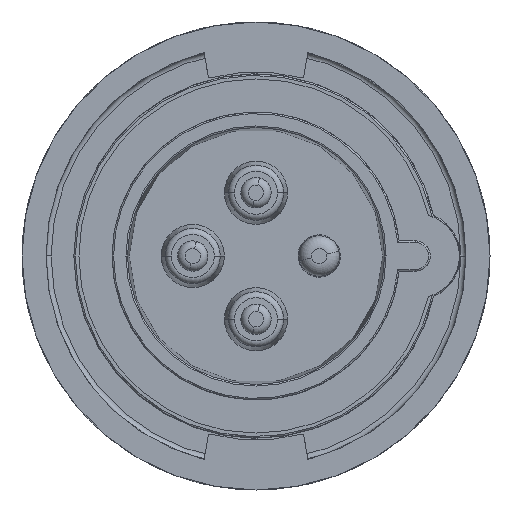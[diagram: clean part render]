
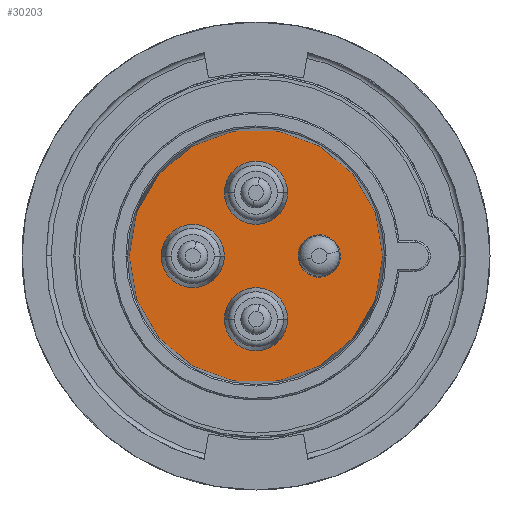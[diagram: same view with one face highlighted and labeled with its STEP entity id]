
A CAD part, front view. The second image highlights one B-rep face of the part: STEP entity #30203.
In plain terms, the highlighted planar face has unit normal (0, -1, 0).
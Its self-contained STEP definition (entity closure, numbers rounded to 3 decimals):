
#67 = DIRECTION ( 'NONE',  ( 0., -1., 0. ) ) ;
#741 = DIRECTION ( 'NONE',  ( 0., -1., 0. ) ) ;
#1610 = DIRECTION ( 'NONE',  ( -1., 0., 0. ) ) ;
#1615 = DIRECTION ( 'NONE',  ( 0., -1., 0. ) ) ;
#1959 = ORIENTED_EDGE ( 'NONE', *, *, #36296, .F. ) ;
#2044 = CIRCLE ( 'NONE', #9914, 6.25 ) ;
#2274 = CIRCLE ( 'NONE', #22329, 6.25 ) ;
#2284 = CARTESIAN_POINT ( 'NONE',  ( -18.75, -3., 0. ) ) ;
#2728 = AXIS2_PLACEMENT_3D ( 'NONE', #7627, #1615, #1610 ) ;
#2784 = DIRECTION ( 'NONE',  ( 0., 1., 0. ) ) ;
#2803 = FACE_BOUND ( 'NONE', #11272, .T. ) ;
#3055 = DIRECTION ( 'NONE',  ( 0., -1., 0. ) ) ;
#3351 = AXIS2_PLACEMENT_3D ( 'NONE', #23253, #2784, #23370 ) ;
#3742 = CARTESIAN_POINT ( 'NONE',  ( 6.25, -3., 12.5 ) ) ;
#5852 = EDGE_CURVE ( 'NONE', #36447, #15478, #36842, .T. ) ;
#6098 = CARTESIAN_POINT ( 'NONE',  ( -25.05, -3., 0. ) ) ;
#7339 = ORIENTED_EDGE ( 'NONE', *, *, #7578, .F. ) ;
#7578 = EDGE_CURVE ( 'NONE', #15478, #36447, #28040, .T. ) ;
#7627 = CARTESIAN_POINT ( 'NONE',  ( 0., -3., 12.5 ) ) ;
#7740 = ORIENTED_EDGE ( 'NONE', *, *, #37870, .F. ) ;
#8078 = CARTESIAN_POINT ( 'NONE',  ( 6.25, -3., -12.5 ) ) ;
#8548 = EDGE_LOOP ( 'NONE', ( #20110, #33801 ) ) ;
#9098 = AXIS2_PLACEMENT_3D ( 'NONE', #17670, #67, #20649 ) ;
#9721 = FACE_BOUND ( 'NONE', #20697, .T. ) ;
#9914 = AXIS2_PLACEMENT_3D ( 'NONE', #32737, #15176, #35717 ) ;
#10071 = EDGE_LOOP ( 'NONE', ( #34638, #1959 ) ) ;
#10200 = DIRECTION ( 'NONE',  ( 0., -1., 0. ) ) ;
#11204 = EDGE_LOOP ( 'NONE', ( #12834, #7339 ) ) ;
#11272 = EDGE_LOOP ( 'NONE', ( #15473, #7740 ) ) ;
#11540 = FACE_BOUND ( 'NONE', #11204, .T. ) ;
#11836 = CARTESIAN_POINT ( 'NONE',  ( -12.5, -3., 0. ) ) ;
#12075 = DIRECTION ( 'NONE',  ( 0., 1., 0. ) ) ;
#12290 = VERTEX_POINT ( 'NONE', #8078 ) ;
#12834 = ORIENTED_EDGE ( 'NONE', *, *, #5852, .F. ) ;
#13567 = EDGE_CURVE ( 'NONE', #35590, #36014, #35952, .T. ) ;
#13785 = CIRCLE ( 'NONE', #14056, 25.05 ) ;
#13892 = CARTESIAN_POINT ( 'NONE',  ( 16.567, -3., 0.972 ) ) ;
#14056 = AXIS2_PLACEMENT_3D ( 'NONE', #29688, #12075, #32604 ) ;
#14436 = DIRECTION ( 'NONE',  ( 0., -1., 0. ) ) ;
#14496 = PLANE ( 'NONE',  #3351 ) ;
#14808 = DIRECTION ( 'NONE',  ( -1., 0., 0. ) ) ;
#14857 = DIRECTION ( 'NONE',  ( 0., 1., 0. ) ) ;
#14885 = CIRCLE ( 'NONE', #38078, 25.05 ) ;
#15176 = DIRECTION ( 'NONE',  ( 0., -1., 0. ) ) ;
#15190 = EDGE_CURVE ( 'NONE', #31223, #24119, #27149, .T. ) ;
#15473 = ORIENTED_EDGE ( 'NONE', *, *, #15190, .F. ) ;
#15478 = VERTEX_POINT ( 'NONE', #27747 ) ;
#17613 = EDGE_CURVE ( 'NONE', #26569, #18224, #13785, .T. ) ;
#17670 = CARTESIAN_POINT ( 'NONE',  ( 0., -3., -12.5 ) ) ;
#18224 = VERTEX_POINT ( 'NONE', #6098 ) ;
#19162 = CARTESIAN_POINT ( 'NONE',  ( 8.433, -3., -0.972 ) ) ;
#20110 = ORIENTED_EDGE ( 'NONE', *, *, #13567, .F. ) ;
#20649 = DIRECTION ( 'NONE',  ( -1., 0., 0. ) ) ;
#20697 = EDGE_LOOP ( 'NONE', ( #27607, #30453 ) ) ;
#20702 = CARTESIAN_POINT ( 'NONE',  ( 12.5, -3., 0. ) ) ;
#20832 = CARTESIAN_POINT ( 'NONE',  ( -6.25, -3., 0. ) ) ;
#21752 = CIRCLE ( 'NONE', #9098, 6.25 ) ;
#22329 = AXIS2_PLACEMENT_3D ( 'NONE', #11836, #32374, #14808 ) ;
#23253 = CARTESIAN_POINT ( 'NONE',  ( 0., -3., 0. ) ) ;
#23370 = DIRECTION ( 'NONE',  ( -1., 0., 0. ) ) ;
#23638 = DIRECTION ( 'NONE',  ( -1., 0., 0. ) ) ;
#24119 = VERTEX_POINT ( 'NONE', #13892 ) ;
#24897 = DIRECTION ( 'NONE',  ( -1., 0., 0. ) ) ;
#25135 = AXIS2_PLACEMENT_3D ( 'NONE', #27815, #10200, #30749 ) ;
#25354 = FACE_OUTER_BOUND ( 'NONE', #10071, .T. ) ;
#25506 = EDGE_CURVE ( 'NONE', #12290, #33083, #2044, .T. ) ;
#26267 = AXIS2_PLACEMENT_3D ( 'NONE', #37663, #741, #24897 ) ;
#26569 = VERTEX_POINT ( 'NONE', #36994 ) ;
#27149 = CIRCLE ( 'NONE', #33648, 4.181 ) ;
#27292 = EDGE_CURVE ( 'NONE', #33083, #12290, #21752, .T. ) ;
#27607 = ORIENTED_EDGE ( 'NONE', *, *, #25506, .F. ) ;
#27747 = CARTESIAN_POINT ( 'NONE',  ( -6.25, -3., 12.5 ) ) ;
#27815 = CARTESIAN_POINT ( 'NONE',  ( -12.5, -3., 0. ) ) ;
#28040 = CIRCLE ( 'NONE', #26267, 6.25 ) ;
#28292 = AXIS2_PLACEMENT_3D ( 'NONE', #32003, #14436, #34983 ) ;
#29523 = CIRCLE ( 'NONE', #28292, 4.181 ) ;
#29688 = CARTESIAN_POINT ( 'NONE',  ( 0., -3., 0. ) ) ;
#30203 = ADVANCED_FACE ( 'NONE', ( #9721, #11540, #25354, #32210, #2803 ), #14496, .F. ) ;
#30453 = ORIENTED_EDGE ( 'NONE', *, *, #27292, .F. ) ;
#30749 = DIRECTION ( 'NONE',  ( -1., 0., 0. ) ) ;
#31223 = VERTEX_POINT ( 'NONE', #19162 ) ;
#32003 = CARTESIAN_POINT ( 'NONE',  ( 12.5, -3., 0. ) ) ;
#32210 = FACE_BOUND ( 'NONE', #8548, .T. ) ;
#32225 = EDGE_CURVE ( 'NONE', #36014, #35590, #2274, .T. ) ;
#32374 = DIRECTION ( 'NONE',  ( 0., -1., 0. ) ) ;
#32421 = CARTESIAN_POINT ( 'NONE',  ( 0., -3., 0. ) ) ;
#32604 = DIRECTION ( 'NONE',  ( -1., 0., 0. ) ) ;
#32737 = CARTESIAN_POINT ( 'NONE',  ( 0., -3., -12.5 ) ) ;
#33083 = VERTEX_POINT ( 'NONE', #36172 ) ;
#33648 = AXIS2_PLACEMENT_3D ( 'NONE', #20702, #3055, #23638 ) ;
#33801 = ORIENTED_EDGE ( 'NONE', *, *, #32225, .F. ) ;
#34638 = ORIENTED_EDGE ( 'NONE', *, *, #17613, .F. ) ;
#34983 = DIRECTION ( 'NONE',  ( -1., 0., 0. ) ) ;
#35403 = DIRECTION ( 'NONE',  ( -1., 0., 0. ) ) ;
#35590 = VERTEX_POINT ( 'NONE', #20832 ) ;
#35717 = DIRECTION ( 'NONE',  ( -1., 0., 0. ) ) ;
#35952 = CIRCLE ( 'NONE', #25135, 6.25 ) ;
#36014 = VERTEX_POINT ( 'NONE', #2284 ) ;
#36172 = CARTESIAN_POINT ( 'NONE',  ( -6.25, -3., -12.5 ) ) ;
#36296 = EDGE_CURVE ( 'NONE', #18224, #26569, #14885, .T. ) ;
#36447 = VERTEX_POINT ( 'NONE', #3742 ) ;
#36842 = CIRCLE ( 'NONE', #2728, 6.25 ) ;
#36994 = CARTESIAN_POINT ( 'NONE',  ( 25.05, -3., 0. ) ) ;
#37663 = CARTESIAN_POINT ( 'NONE',  ( 0., -3., 12.5 ) ) ;
#37870 = EDGE_CURVE ( 'NONE', #24119, #31223, #29523, .T. ) ;
#38078 = AXIS2_PLACEMENT_3D ( 'NONE', #32421, #14857, #35403 ) ;
